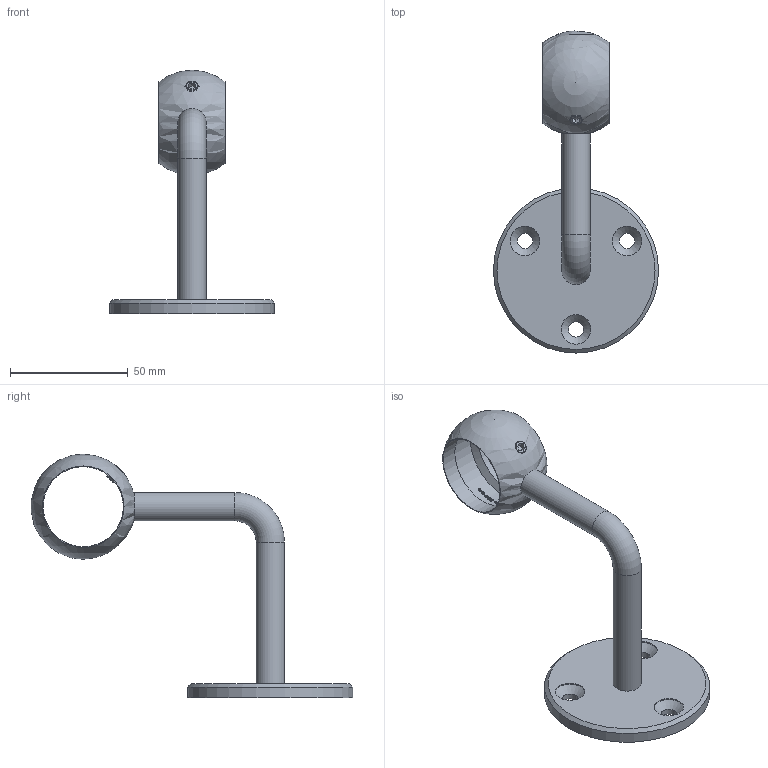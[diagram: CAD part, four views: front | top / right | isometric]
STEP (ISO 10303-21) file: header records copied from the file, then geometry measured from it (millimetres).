
FILE_DESCRIPTION (( 'STEP AP203' ), '1' );
FILE_NAME ('50239-240.step', '2021-11-25T14:56:54', ( '' ), ( '' ), 'SwSTEP 2.0', 'SolidWorks 2018', '' );
FILE_SCHEMA (( 'CONFIG_CONTROL_DESIGN' ));
Length unit declared in the file: millimetre
Products named in the file (12): 50242-240; 50242-240_50242-240; 50239-240; 5024X-240 Teil1; socket set screw flat point_din_DIN 913 - M6 x 6-S; socket set screw flat point_din; 5024X-240 Teil2_50239-240 Teil2; socket countersunk head screw_din_DIN 7991 - M6 x 16 --- 16S; socket countersunk head screw_din; 5024X-240 Teil1_50239-240 Teil1; 5024X-240 Teil2
Assembly tree (6 placements, depth 2):
  50242-240
  50239-240
    5024X-240 Teil1_50239-240 Teil1
    5024X-240 Teil2_50239-240 Teil2
    50242-240_50242-240
    socket set screw flat point_din_DIN 913 - M6 x 6-S
    socket countersunk head screw_din_DIN 7991 - M6 x 16 --- 16S  x2
  5024X-240 Teil1
  socket set screw flat point_din
  socket countersunk head screw_din
Bounding box: 70 x 136.39 x 103.25 mm (x, y, z)
Volume: 43556.5 mm3; surface area: 23706.1 mm2
Topology: 6 solids, 6 shells, 631 faces, 1594 edges, 1024 vertices
Faces by surface type: plane 257, bspline 218, cone 79, cylinder 73, torus 3, sphere 1
Full cylindrical faces by diameter (mm): 5 x3, 6 x29, 6.5 x4, 8 x1, 11.57 x2, 12 x2, 12.5 x4, 34 x2, 40.2 x1, 70 x1
Entity records: 28630 total; most frequent: CARTESIAN_POINT 15384, ORIENTED_EDGE 2748, DIRECTION 1838, EDGE_CURVE 1374, VERTEX_POINT 948, EDGE_LOOP 730, VECTOR 722, LINE 722
